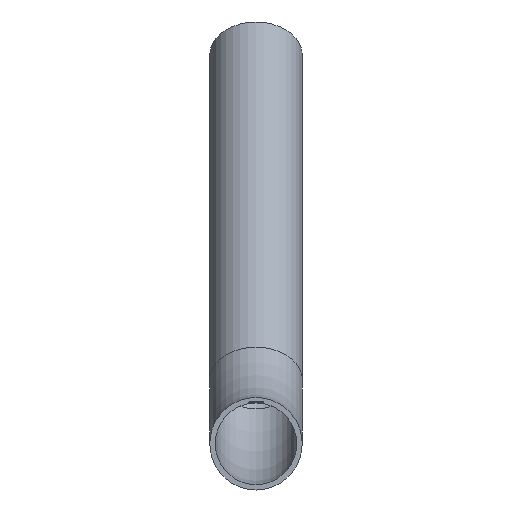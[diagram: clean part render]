
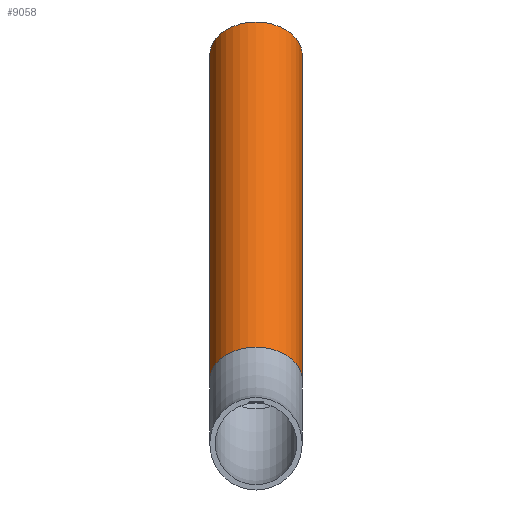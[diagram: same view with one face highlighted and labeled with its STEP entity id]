
A CAD part, front view. The second image highlights one B-rep face of the part: STEP entity #9058.
In plain terms, the highlighted cylindrical face has radius 21.2 mm (diameter 42.4 mm), a full revolution.
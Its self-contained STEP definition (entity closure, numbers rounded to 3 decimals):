
#146 = DIRECTION ( 'NONE',  ( 0., 0.707, 0.707 ) ) ;
#330 = CIRCLE ( 'NONE', #9502, 21.2 ) ;
#1022 = CARTESIAN_POINT ( 'NONE',  ( 0., 281.441, 29.289 ) ) ;
#1028 = EDGE_CURVE ( 'NONE', #3406, #3406, #330, .T. ) ;
#1727 = VERTEX_POINT ( 'NONE', #9424 ) ;
#1856 = AXIS2_PLACEMENT_3D ( 'NONE', #2134, #5643, #6637 ) ;
#1863 = EDGE_CURVE ( 'NONE', #1727, #1727, #7524, .T. ) ;
#2134 = CARTESIAN_POINT ( 'NONE',  ( 0., 281.441, 29.289 ) ) ;
#3406 = VERTEX_POINT ( 'NONE', #10358 ) ;
#3640 = DIRECTION ( 'NONE',  ( 0., -0.707, 0.707 ) ) ;
#3757 = DIRECTION ( 'NONE',  ( 0., -0.707, 0.707 ) ) ;
#4510 = ORIENTED_EDGE ( 'NONE', *, *, #1863, .T. ) ;
#4639 = FACE_OUTER_BOUND ( 'NONE', #10601, .T. ) ;
#5185 = ORIENTED_EDGE ( 'NONE', *, *, #1028, .F. ) ;
#5534 = DIRECTION ( 'NONE',  ( 0., 0.707, 0.707 ) ) ;
#5643 = DIRECTION ( 'NONE',  ( 0., 0.707, 0.707 ) ) ;
#5697 = CYLINDRICAL_SURFACE ( 'NONE', #8163, 21.2 ) ;
#6637 = DIRECTION ( 'NONE',  ( 0., -0.707, 0.707 ) ) ;
#7204 = CARTESIAN_POINT ( 'NONE',  ( 0., 430.449, 178.298 ) ) ;
#7524 = CIRCLE ( 'NONE', #1856, 21.2 ) ;
#7939 = FACE_OUTER_BOUND ( 'NONE', #11131, .T. ) ;
#8163 = AXIS2_PLACEMENT_3D ( 'NONE', #1022, #146, #3640 ) ;
#9058 = ADVANCED_FACE ( 'NONE', ( #7939, #4639 ), #5697, .T. ) ;
#9424 = CARTESIAN_POINT ( 'NONE',  ( 0., 266.45, 44.28 ) ) ;
#9502 = AXIS2_PLACEMENT_3D ( 'NONE', #7204, #5534, #3757 ) ;
#10358 = CARTESIAN_POINT ( 'NONE',  ( 0., 415.459, 193.289 ) ) ;
#10601 = EDGE_LOOP ( 'NONE', ( #5185 ) ) ;
#11131 = EDGE_LOOP ( 'NONE', ( #4510 ) ) ;
